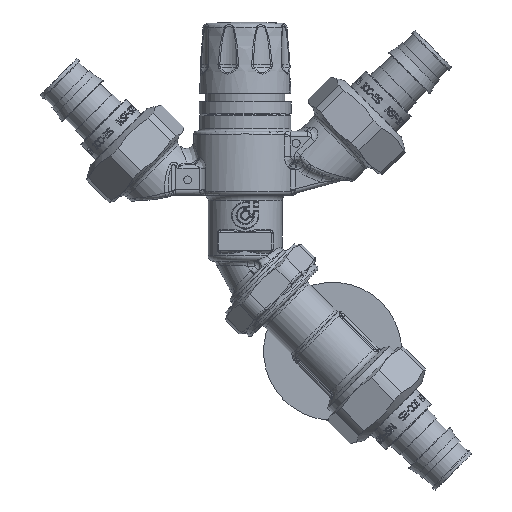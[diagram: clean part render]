
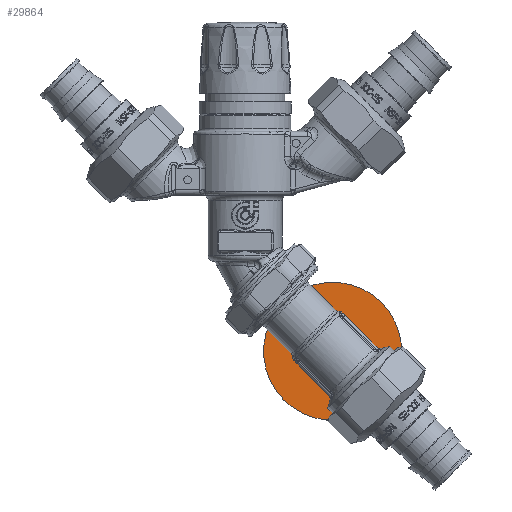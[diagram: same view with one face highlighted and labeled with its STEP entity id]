
A CAD part, top view. The second image highlights one B-rep face of the part: STEP entity #29864.
In plain terms, the highlighted face is planar.
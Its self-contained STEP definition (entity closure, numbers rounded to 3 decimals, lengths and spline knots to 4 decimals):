
#3096=FACE_BOUND('',#7288,.T.);
#5333=FACE_OUTER_BOUND('',#7287,.T.);
#7287=EDGE_LOOP('',(#27146));
#7288=EDGE_LOOP('',(#27147));
#11772=CIRCLE('',#32826,1.03);
#11776=CIRCLE('',#32834,0.3);
#14330=VERTEX_POINT('',#94180);
#14334=VERTEX_POINT('',#94194);
#18613=EDGE_CURVE('',#14330,#14330,#11772,.T.);
#18619=EDGE_CURVE('',#14334,#14334,#11776,.T.);
#27146=ORIENTED_EDGE('',*,*,#18613,.T.);
#27147=ORIENTED_EDGE('',*,*,#18619,.T.);
#28088=PLANE('',#32836);
#29864=ADVANCED_FACE('',(#5333,#3096),#28088,.F.);
#32826=AXIS2_PLACEMENT_3D('',#94182,#39891,#39892);
#32834=AXIS2_PLACEMENT_3D('',#94196,#39909,#39910);
#32836=AXIS2_PLACEMENT_3D('',#94198,#39913,#39914);
#39891=DIRECTION('center_axis',(-1.,0.,0.));
#39892=DIRECTION('ref_axis',(0.,1.,0.));
#39909=DIRECTION('center_axis',(1.,0.,0.));
#39910=DIRECTION('ref_axis',(0.,-1.,0.));
#39913=DIRECTION('center_axis',(1.,0.,0.));
#39914=DIRECTION('ref_axis',(0.,-1.,0.));
#94180=CARTESIAN_POINT('',(1.0824,-1.03,0.));
#94182=CARTESIAN_POINT('Origin',(1.0824,0.,
0.));
#94194=CARTESIAN_POINT('',(1.0824,0.3,0.));
#94196=CARTESIAN_POINT('Origin',(1.0824,0.,
0.));
#94198=CARTESIAN_POINT('Origin',(1.0824,0.,
0.));
